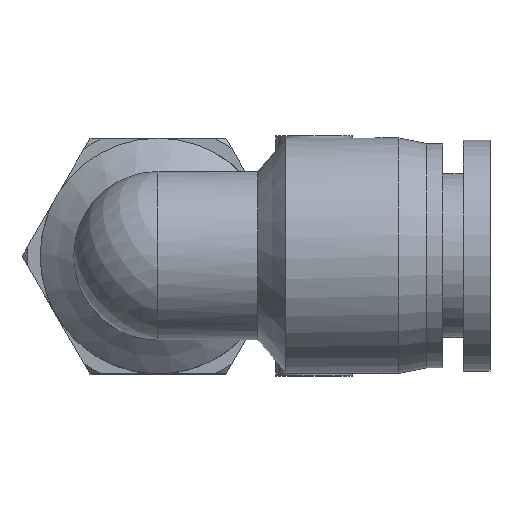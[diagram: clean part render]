
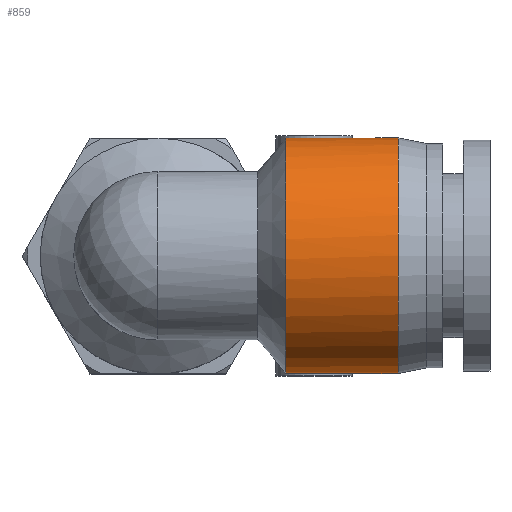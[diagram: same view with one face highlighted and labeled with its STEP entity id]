
A CAD part, top view. The second image highlights one B-rep face of the part: STEP entity #859.
In plain terms, the highlighted cylindrical face has radius 10.5 mm (diameter 21 mm), a full revolution.
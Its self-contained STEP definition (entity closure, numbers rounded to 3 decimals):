
#54=CYLINDRICAL_SURFACE('',#958,10.5);
#87=LINE('',#1259,#132);
#94=LINE('',#1280,#139);
#127=LINE('',#1588,#172);
#132=VECTOR('',#978,1.);
#139=VECTOR('',#1001,1.);
#172=VECTOR('',#1200,10.5);
#240=FACE_OUTER_BOUND('',#299,.T.);
#299=EDGE_LOOP('',(#794,#795,#796,#797,#798,#799,#800,#801,#802));
#307=CIRCLE('',#869,10.5);
#308=CIRCLE('',#871,10.5);
#348=CIRCLE('',#957,10.5);
#349=CIRCLE('',#959,10.5);
#350=CIRCLE('',#960,10.5);
#361=VERTEX_POINT('',#1254);
#362=VERTEX_POINT('',#1258);
#363=VERTEX_POINT('',#1262);
#365=VERTEX_POINT('',#1265);
#368=VERTEX_POINT('',#1279);
#431=VERTEX_POINT('',#1583);
#432=VERTEX_POINT('',#1587);
#443=EDGE_CURVE('',#362,#361,#87,.T.);
#446=EDGE_CURVE('',#365,#363,#307,.T.);
#449=EDGE_CURVE('',#363,#362,#308,.T.);
#454=EDGE_CURVE('',#368,#365,#94,.T.);
#554=EDGE_CURVE('',#431,#431,#348,.T.);
#555=EDGE_CURVE('',#431,#432,#127,.T.);
#556=EDGE_CURVE('',#368,#432,#349,.T.);
#557=EDGE_CURVE('',#432,#361,#350,.T.);
#794=ORIENTED_EDGE('',*,*,#554,.F.);
#795=ORIENTED_EDGE('',*,*,#555,.T.);
#796=ORIENTED_EDGE('',*,*,#556,.F.);
#797=ORIENTED_EDGE('',*,*,#454,.T.);
#798=ORIENTED_EDGE('',*,*,#446,.T.);
#799=ORIENTED_EDGE('',*,*,#449,.T.);
#800=ORIENTED_EDGE('',*,*,#443,.T.);
#801=ORIENTED_EDGE('',*,*,#557,.F.);
#802=ORIENTED_EDGE('',*,*,#555,.F.);
#859=ADVANCED_FACE('',(#240),#54,.T.);
#869=AXIS2_PLACEMENT_3D('',#1266,#983,#984);
#871=AXIS2_PLACEMENT_3D('',#1270,#989,#990);
#957=AXIS2_PLACEMENT_3D('',#1585,#1196,#1197);
#958=AXIS2_PLACEMENT_3D('',#1586,#1198,#1199);
#959=AXIS2_PLACEMENT_3D('',#1589,#1201,#1202);
#960=AXIS2_PLACEMENT_3D('',#1590,#1203,#1204);
#978=DIRECTION('',(-1.,0.,0.));
#983=DIRECTION('center_axis',(1.,0.,0.));
#984=DIRECTION('ref_axis',(0.,1.,0.));
#989=DIRECTION('center_axis',(1.,0.,0.));
#990=DIRECTION('ref_axis',(0.,1.,0.));
#1001=DIRECTION('',(1.,0.,0.));
#1196=DIRECTION('center_axis',(1.,0.,0.));
#1197=DIRECTION('ref_axis',(0.,-1.,0.));
#1198=DIRECTION('center_axis',(1.,0.,0.));
#1199=DIRECTION('ref_axis',(0.,1.,0.));
#1200=DIRECTION('',(-1.,0.,0.));
#1201=DIRECTION('center_axis',(-1.,0.,0.));
#1202=DIRECTION('ref_axis',(0.,0.,1.));
#1203=DIRECTION('center_axis',(-1.,0.,0.));
#1204=DIRECTION('ref_axis',(0.,0.,1.));
#1254=CARTESIAN_POINT('',(11.4,1.,27.548));
#1258=CARTESIAN_POINT('',(13.9,1.,27.548));
#1259=CARTESIAN_POINT('',(11.4,1.,27.548));
#1262=CARTESIAN_POINT('',(13.9,0.,27.5));
#1265=CARTESIAN_POINT('',(13.9,-1.,27.548));
#1266=CARTESIAN_POINT('Origin',(13.9,0.,38.));
#1270=CARTESIAN_POINT('Origin',(13.9,0.,38.));
#1279=CARTESIAN_POINT('',(11.4,-1.,27.548));
#1280=CARTESIAN_POINT('',(11.4,-1.,27.548));
#1583=CARTESIAN_POINT('',(21.4,-10.5,38.));
#1585=CARTESIAN_POINT('Origin',(21.4,0.,38.));
#1586=CARTESIAN_POINT('Origin',(11.4,0.,38.));
#1587=CARTESIAN_POINT('',(11.4,-10.5,38.));
#1588=CARTESIAN_POINT('',(11.4,-10.5,38.));
#1589=CARTESIAN_POINT('Origin',(11.4,0.,38.));
#1590=CARTESIAN_POINT('Origin',(11.4,0.,38.));
